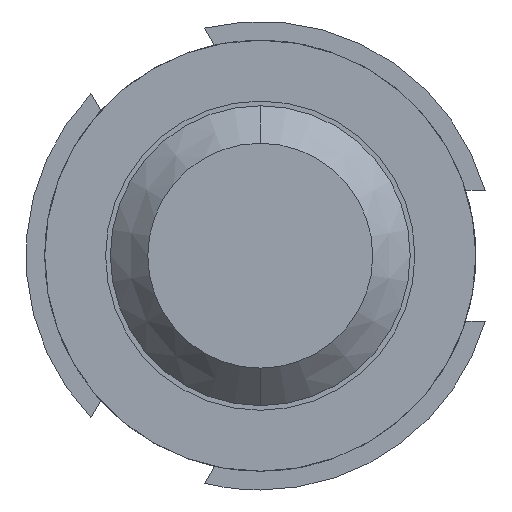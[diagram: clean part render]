
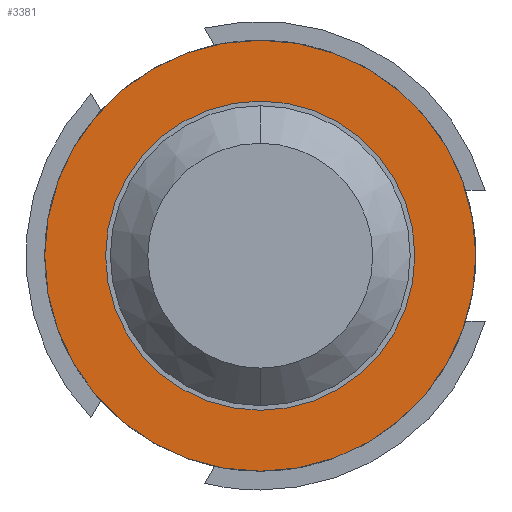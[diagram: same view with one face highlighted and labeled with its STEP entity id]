
A CAD part, front view. The second image highlights one B-rep face of the part: STEP entity #3381.
In plain terms, the highlighted planar face has unit normal (0, -1, 0).
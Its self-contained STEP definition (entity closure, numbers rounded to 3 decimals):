
#171 = CIRCLE ( 'NONE', #4180, 1.15 ) ;
#175 = CIRCLE ( 'NONE', #251, 0.825 ) ;
#198 = VERTEX_POINT ( 'NONE', #657 ) ;
#251 = AXIS2_PLACEMENT_3D ( 'NONE', #2912, #2774, #786 ) ;
#344 = CIRCLE ( 'NONE', #3318, 0.825 ) ;
#407 = DIRECTION ( 'NONE',  ( 0., 0., 1. ) ) ;
#429 = CARTESIAN_POINT ( 'NONE',  ( 0.825, -1.5, 0. ) ) ;
#437 = VERTEX_POINT ( 'NONE', #4322 ) ;
#574 = CARTESIAN_POINT ( 'NONE',  ( 0., -1.5, 0. ) ) ;
#600 = DIRECTION ( 'NONE',  ( 0., 1., 0. ) ) ;
#657 = CARTESIAN_POINT ( 'NONE',  ( 0., -1.5, -1.15 ) ) ;
#786 = DIRECTION ( 'NONE',  ( 0., 0., 1. ) ) ;
#933 = EDGE_CURVE ( 'Defeature ausgef�hrt1_37+Defeature ausgef�hrt1_43+Defeature ausgef�hrt1_43+Defeature ausgef�hrt1_43', #1553, #198, #171, .T. ) ;
#1287 = CIRCLE ( 'NONE', #1809, 1.15 ) ;
#1382 = VERTEX_POINT ( 'NONE', #1471 ) ;
#1438 = AXIS2_PLACEMENT_3D ( 'NONE', #429, #2475, #407 ) ;
#1471 = CARTESIAN_POINT ( 'NONE',  ( 0., -1.5, 0.825 ) ) ;
#1508 = EDGE_LOOP ( 'NONE', ( #2370, #2776 ) ) ;
#1553 = VERTEX_POINT ( 'NONE', #3258 ) ;
#1624 = DIRECTION ( 'NONE',  ( 0., 0., 1. ) ) ;
#1809 = AXIS2_PLACEMENT_3D ( 'NONE', #574, #3403, #1624 ) ;
#1821 = EDGE_CURVE ( 'Defeature ausgef�hrt1_43+Defeature ausgef�hrt1_42+Defeature ausgef�hrt1_42+Defeature ausgef�hrt1_42', #1382, #437, #175, .T. ) ;
#2370 = ORIENTED_EDGE ( 'NONE', *, *, #1821, .T. ) ;
#2371 = DIRECTION ( 'NONE',  ( 0., 0., 1. ) ) ;
#2475 = DIRECTION ( 'NONE',  ( 0., 1., 0. ) ) ;
#2519 = ORIENTED_EDGE ( 'NONE', *, *, #3999, .F. ) ;
#2568 = CARTESIAN_POINT ( 'NONE',  ( 0., -1.5, 0. ) ) ;
#2774 = DIRECTION ( 'NONE',  ( 0., 1., 0. ) ) ;
#2776 = ORIENTED_EDGE ( 'NONE', *, *, #4360, .T. ) ;
#2912 = CARTESIAN_POINT ( 'NONE',  ( 0., -1.5, 0. ) ) ;
#2940 = EDGE_LOOP ( 'NONE', ( #3586, #2519 ) ) ;
#3213 = DIRECTION ( 'NONE',  ( 0., 0., 1. ) ) ;
#3225 = FACE_BOUND ( 'NONE', #1508, .T. ) ;
#3258 = CARTESIAN_POINT ( 'NONE',  ( 0., -1.5, 1.15 ) ) ;
#3318 = AXIS2_PLACEMENT_3D ( 'NONE', #2568, #3640, #3213 ) ;
#3381 = ADVANCED_FACE ( 'Defeature ausgef�hrt1_43', ( #4216, #3225 ), #3862, .F. ) ;
#3403 = DIRECTION ( 'NONE',  ( 0., 1., 0. ) ) ;
#3586 = ORIENTED_EDGE ( 'NONE', *, *, #933, .F. ) ;
#3640 = DIRECTION ( 'NONE',  ( 0., 1., 0. ) ) ;
#3697 = CARTESIAN_POINT ( 'NONE',  ( 0., -1.5, 0. ) ) ;
#3862 = PLANE ( 'NONE',  #1438 ) ;
#3999 = EDGE_CURVE ( 'Defeature ausgef�hrt1_37+Defeature ausgef�hrt1_43+Defeature ausgef�hrt1_43+Defeature ausgef�hrt1_43', #198, #1553, #1287, .T. ) ;
#4180 = AXIS2_PLACEMENT_3D ( 'NONE', #3697, #600, #2371 ) ;
#4216 = FACE_OUTER_BOUND ( 'NONE', #2940, .T. ) ;
#4322 = CARTESIAN_POINT ( 'NONE',  ( 0., -1.5, -0.825 ) ) ;
#4360 = EDGE_CURVE ( 'Defeature ausgef�hrt1_43+Defeature ausgef�hrt1_42+Defeature ausgef�hrt1_42+Defeature ausgef�hrt1_42', #437, #1382, #344, .T. ) ;
